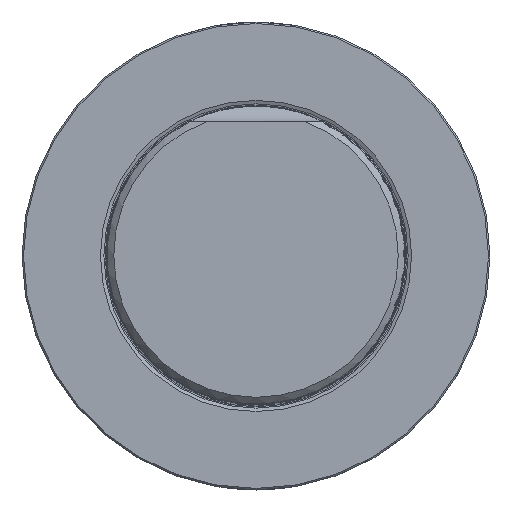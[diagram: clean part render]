
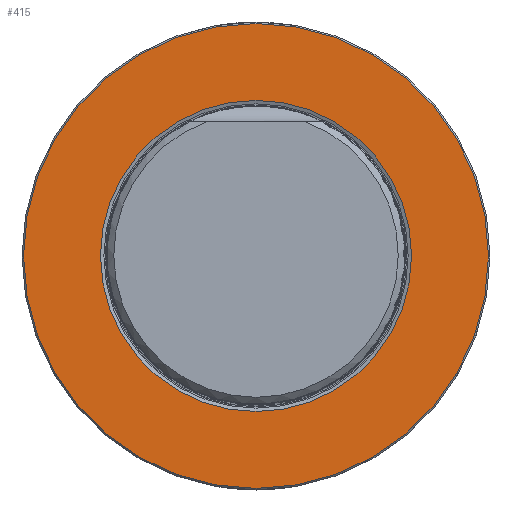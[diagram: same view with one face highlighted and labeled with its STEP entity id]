
A CAD part, top view. The second image highlights one B-rep face of the part: STEP entity #415.
In plain terms, the highlighted planar face has unit normal (0, 0, 1).
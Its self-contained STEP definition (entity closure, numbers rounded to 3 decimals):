
#227=PLANE('',#4464);
#312=FACE_BOUND('',#930,.T.);
#313=FACE_BOUND('',#931,.T.);
#415=ADVANCED_FACE('CN_SU_1',(#312,#313),#227,.F.);
#930=EDGE_LOOP('',(#2064));
#931=EDGE_LOOP('',(#2065));
#1204=CIRCLE('',#4462,20.775);
#1205=CIRCLE('',#4463,31.05);
#2064=ORIENTED_EDGE('',*,*,#3669,.F.);
#2065=ORIENTED_EDGE('',*,*,#3670,.T.);
#3248=VERTEX_POINT('',#6574);
#3249=VERTEX_POINT('',#6576);
#3669=EDGE_CURVE('',#3248,#3248,#1204,.T.);
#3670=EDGE_CURVE('',#3249,#3249,#1205,.T.);
#4462=AXIS2_PLACEMENT_3D('',#6573,#5017,#5018);
#4463=AXIS2_PLACEMENT_3D('',#6575,#5019,#5020);
#4464=AXIS2_PLACEMENT_3D('',#6577,#5021,#5022);
#5017=DIRECTION('',(0.,0.,1.));
#5018=DIRECTION('',(-1.,0.,0.));
#5019=DIRECTION('',(0.,0.,1.));
#5020=DIRECTION('',(-1.,0.,0.));
#5021=DIRECTION('',(0.,0.,-1.));
#5022=DIRECTION('',(-1.,0.,0.));
#6573=CARTESIAN_POINT('',(0.,0.,0.));
#6574=CARTESIAN_POINT('',(-20.775,0.,0.));
#6575=CARTESIAN_POINT('',(0.,0.,0.));
#6576=CARTESIAN_POINT('',(-31.05,0.,0.));
#6577=CARTESIAN_POINT('',(0.,0.,0.));
